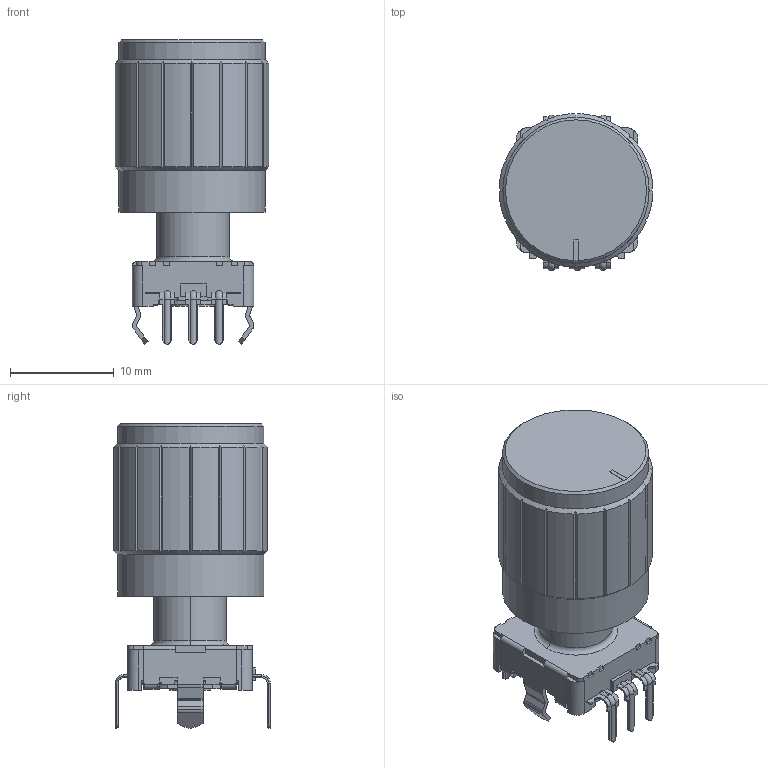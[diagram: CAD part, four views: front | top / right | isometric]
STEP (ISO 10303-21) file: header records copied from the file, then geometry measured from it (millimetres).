
FILE_DESCRIPTION(('FreeCAD Model'),'2;1');
FILE_NAME('Open CASCADE Shape Model','2025-03-01T21:39:12',(''),(''), 'Open CASCADE STEP processor 7.8','FreeCAD','Unknown');
FILE_SCHEMA(('AUTOMOTIVE_DESIGN { 1 0 10303 214 1 1 1 1 }'));
Length unit declared in the file: millimetre
Products named in the file (3): Unnamed1; ÃÃ½ÃÂªÂ±Ã ÃÃ«ÃÃ·EC11E-05SW; Rotary Encoder - KY-040 v023
Assembly tree (2 placements, depth 2):
  Unnamed1
    ÃÃ½ÃÂªÂ±Ã ÃÃ«ÃÃ·EC11E-05SW
    Rotary Encoder - KY-040 v023
Bounding box: 14.81 x 15.08 x 29.33 mm (x, y, z)
Volume: 3143.3 mm3; surface area: 2682.3 mm2
Topology: 2 solids, 2 shells, 649 faces, 1790 edges, 1160 vertices
Faces by surface type: plane 419, cylinder 177, cone 31, torus 14, bspline 8
Full cylindrical faces by diameter (mm): 12.98 x1, 14.08 x2
Entity records: 25308 total; most frequent: CARTESIAN_POINT 4714, ORIENTED_EDGE 3580, DIRECTION 3236, EDGE_CURVE 1790, LINE 1220, VECTOR 1220, VERTEX_POINT 1160, AXIS2_PLACEMENT_3D 1008
